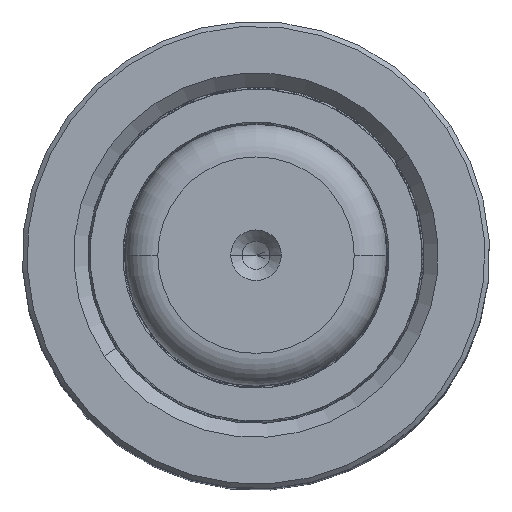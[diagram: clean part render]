
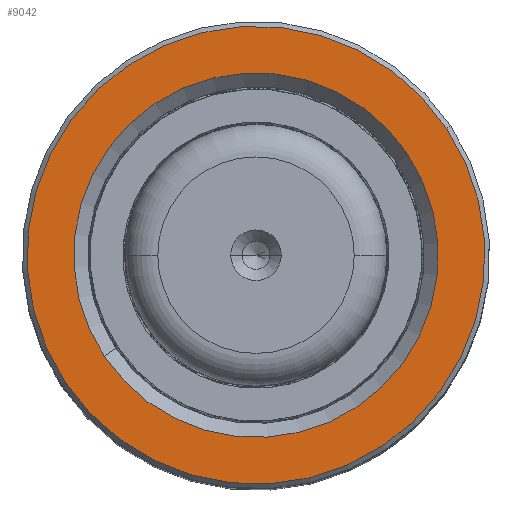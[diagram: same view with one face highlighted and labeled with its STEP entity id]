
A CAD part, top view. The second image highlights one B-rep face of the part: STEP entity #9042.
In plain terms, the highlighted planar face has unit normal (0, 0, 1).
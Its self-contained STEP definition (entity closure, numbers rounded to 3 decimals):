
#775 = ORIENTED_EDGE ( 'NONE', *, *, #23956, .T. ) ;
#1963 = AXIS2_PLACEMENT_3D ( 'NONE', #33129, #24589, #12271 ) ;
#2943 = DIRECTION ( 'NONE',  ( 1., 0., 0. ) ) ;
#4121 = VERTEX_POINT ( 'NONE', #50446 ) ;
#5388 = VERTEX_POINT ( 'NONE', #32166 ) ;
#9042 = ADVANCED_FACE ( 'NONE', ( #42531, #45141 ), #40442, .T. ) ;
#10852 = DIRECTION ( 'NONE',  ( 1., 0., 0. ) ) ;
#12271 = DIRECTION ( 'NONE',  ( 1., 0., 0. ) ) ;
#13383 = CIRCLE ( 'NONE', #19056, 24.5 ) ;
#14570 = EDGE_LOOP ( 'NONE', ( #38032, #775 ) ) ;
#14932 = AXIS2_PLACEMENT_3D ( 'NONE', #15559, #36589, #36221 ) ;
#15559 = CARTESIAN_POINT ( 'NONE',  ( 0., 0., 100. ) ) ;
#17546 = VERTEX_POINT ( 'NONE', #29805 ) ;
#19056 = AXIS2_PLACEMENT_3D ( 'NONE', #31459, #47316, #52754 ) ;
#20780 = CIRCLE ( 'NONE', #50672, 19.5 ) ;
#23956 = EDGE_CURVE ( 'NONE', #34123, #5388, #13383, .T. ) ;
#24589 = DIRECTION ( 'NONE',  ( 0., 0., 1. ) ) ;
#24619 = AXIS2_PLACEMENT_3D ( 'NONE', #28008, #44413, #2943 ) ;
#26465 = ORIENTED_EDGE ( 'NONE', *, *, #39172, .T. ) ;
#28008 = CARTESIAN_POINT ( 'NONE',  ( 0., 0., 100. ) ) ;
#29805 = CARTESIAN_POINT ( 'NONE',  ( -19.5, 0., 100. ) ) ;
#31459 = CARTESIAN_POINT ( 'NONE',  ( 0., 0., 100. ) ) ;
#31766 = CARTESIAN_POINT ( 'NONE',  ( 24.5, 0., 100. ) ) ;
#32166 = CARTESIAN_POINT ( 'NONE',  ( -24.5, 0., 100. ) ) ;
#33129 = CARTESIAN_POINT ( 'NONE',  ( 0., 0., 100. ) ) ;
#33665 = EDGE_CURVE ( 'NONE', #4121, #17546, #36587, .T. ) ;
#34123 = VERTEX_POINT ( 'NONE', #31766 ) ;
#35417 = EDGE_LOOP ( 'NONE', ( #41440, #26465 ) ) ;
#36221 = DIRECTION ( 'NONE',  ( 1., 0., 0. ) ) ;
#36587 = CIRCLE ( 'NONE', #14932, 19.5 ) ;
#36589 = DIRECTION ( 'NONE',  ( 0., 0., -1. ) ) ;
#38032 = ORIENTED_EDGE ( 'NONE', *, *, #51002, .T. ) ;
#39172 = EDGE_CURVE ( 'NONE', #17546, #4121, #20780, .T. ) ;
#40442 = PLANE ( 'NONE',  #1963 ) ;
#41440 = ORIENTED_EDGE ( 'NONE', *, *, #33665, .T. ) ;
#42531 = FACE_OUTER_BOUND ( 'NONE', #14570, .T. ) ;
#44413 = DIRECTION ( 'NONE',  ( 0., 0., 1. ) ) ;
#44466 = DIRECTION ( 'NONE',  ( 0., 0., -1. ) ) ;
#45141 = FACE_BOUND ( 'NONE', #35417, .T. ) ;
#47316 = DIRECTION ( 'NONE',  ( 0., 0., 1. ) ) ;
#50446 = CARTESIAN_POINT ( 'NONE',  ( 19.5, 0., 100. ) ) ;
#50672 = AXIS2_PLACEMENT_3D ( 'NONE', #52480, #44466, #10852 ) ;
#51002 = EDGE_CURVE ( 'NONE', #5388, #34123, #52960, .T. ) ;
#52480 = CARTESIAN_POINT ( 'NONE',  ( 0., 0., 100. ) ) ;
#52754 = DIRECTION ( 'NONE',  ( 1., 0., 0. ) ) ;
#52960 = CIRCLE ( 'NONE', #24619, 24.5 ) ;
